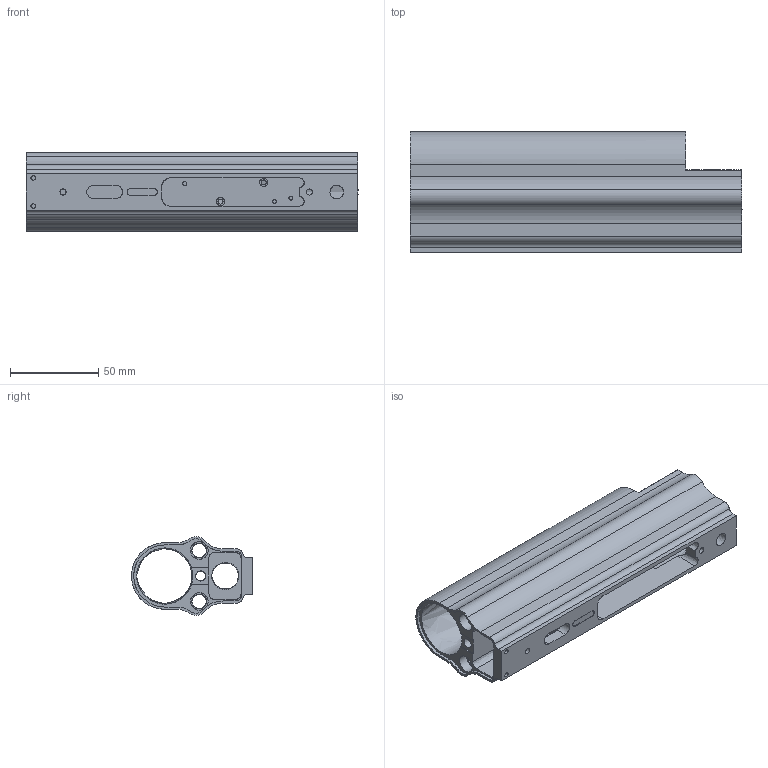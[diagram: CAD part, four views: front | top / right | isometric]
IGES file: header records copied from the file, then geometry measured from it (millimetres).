
Global section: file name: Body; native system: Autodesk Inventor 2016; preprocessor: unknown; author: Ydna; date: 20181207.221935; units: inch
Bounding box: 187.83 x 68.45 x 44.57 mm (x, y, z)
Volume: 167836 mm3; surface area: 78690.8 mm2
Topology: 1 solids, 1 shells, 130 faces, 392 edges, 267 vertices
Faces by surface type: bspline 130
